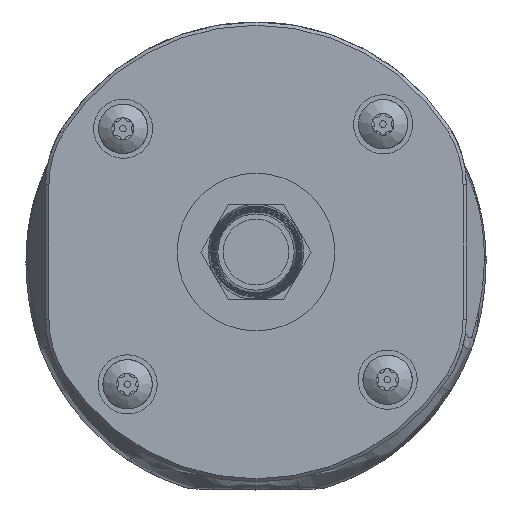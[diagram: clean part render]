
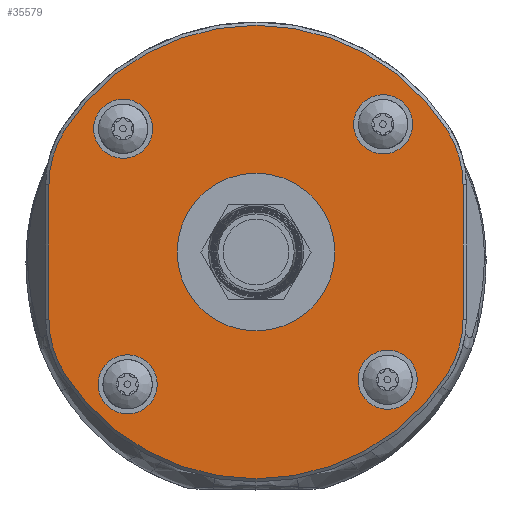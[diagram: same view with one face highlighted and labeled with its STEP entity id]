
A CAD part, front view. The second image highlights one B-rep face of the part: STEP entity #35579.
In plain terms, the highlighted planar face has unit normal (0, -1, 0).
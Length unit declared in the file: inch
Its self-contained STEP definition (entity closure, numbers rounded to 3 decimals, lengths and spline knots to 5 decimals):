
#1381 = PLANE ( 'NONE',  #9330 ) ;
#3482 = CARTESIAN_POINT ( 'NONE',  ( 1.24016, 0.09843, -0.97453 ) ) ;
#4647 = FACE_BOUND ( 'NONE', #24560, .T. ) ;
#4785 = DIRECTION ( 'NONE',  ( 0., 0., -1. ) ) ;
#4911 = DIRECTION ( 'NONE',  ( 0., 0., -1. ) ) ;
#5381 = CARTESIAN_POINT ( 'NONE',  ( 0.62992, 0.09843, -0.97453 ) ) ;
#5776 = AXIS2_PLACEMENT_3D ( 'NONE', #5381, #40122, #21409 ) ;
#5965 = CARTESIAN_POINT ( 'NONE',  ( 0., 0.09843, -1.37795 ) ) ;
#6095 = ORIENTED_EDGE ( 'NONE', *, *, #12733, .T. ) ;
#7754 = DIRECTION ( 'NONE',  ( 0., 0., -1. ) ) ;
#8298 = VERTEX_POINT ( 'NONE', #14403 ) ;
#9211 = CARTESIAN_POINT ( 'NONE',  ( -0.76181, 0.09843, -0.61238 ) ) ;
#9330 = AXIS2_PLACEMENT_3D ( 'NONE', #44128, #17419, #54813 ) ;
#10378 = EDGE_CURVE ( 'NONE', #8298, #50700, #31565, .T. ) ;
#10627 = CARTESIAN_POINT ( 'NONE',  ( 0.62992, 0.09843, -1.78138 ) ) ;
#11080 = EDGE_LOOP ( 'NONE', ( #18265 ) ) ;
#11440 = CARTESIAN_POINT ( 'NONE',  ( 0.76181, 0.09843, -0.70097 ) ) ;
#12733 = EDGE_CURVE ( 'NONE', #20642, #33274, #18176, .T. ) ;
#13532 = DIRECTION ( 'NONE',  ( 0., 0., 1. ) ) ;
#13659 = EDGE_LOOP ( 'NONE', ( #23948 ) ) ;
#13781 = CARTESIAN_POINT ( 'NONE',  ( -1.1438, 0.09843, -0.64542 ) ) ;
#14237 = CIRCLE ( 'NONE', #32428, 1.35827 ) ;
#14289 = CIRCLE ( 'NONE', #43825, 0.36417 ) ;
#14403 = CARTESIAN_POINT ( 'NONE',  ( -1.24016, 0.09843, -0.97453 ) ) ;
#14756 = CARTESIAN_POINT ( 'NONE',  ( -1.24016, 0.09843, -1.78138 ) ) ;
#14777 = EDGE_CURVE ( 'NONE', #60928, #53367, #14237, .T. ) ;
#15463 = CARTESIAN_POINT ( 'NONE',  ( 0., 0.09843, -1.37795 ) ) ;
#15473 = CARTESIAN_POINT ( 'NONE',  ( -0.76181, 0.09843, -2.14352 ) ) ;
#15688 = FACE_BOUND ( 'NONE', #11080, .T. ) ;
#15962 = DIRECTION ( 'NONE',  ( 0., 0., 1. ) ) ;
#16318 = EDGE_CURVE ( 'NONE', #22518, #22518, #14289, .T. ) ;
#17419 = DIRECTION ( 'NONE',  ( 0., 1., 0. ) ) ;
#17541 = EDGE_LOOP ( 'NONE', ( #40128 ) ) ;
#18176 = LINE ( 'NONE', #67311, #41422 ) ;
#18265 = ORIENTED_EDGE ( 'NONE', *, *, #70064, .T. ) ;
#18524 = DIRECTION ( 'NONE',  ( 0., 0., 1. ) ) ;
#19561 = CARTESIAN_POINT ( 'NONE',  ( 0., 0.09843, -1.37795 ) ) ;
#20642 = VERTEX_POINT ( 'NONE', #34140 ) ;
#21409 = DIRECTION ( 'NONE',  ( 0., 0., 1. ) ) ;
#22518 = VERTEX_POINT ( 'NONE', #55285 ) ;
#22634 = EDGE_CURVE ( 'NONE', #8298, #60928, #59086, .T. ) ;
#22783 = VERTEX_POINT ( 'NONE', #11440 ) ;
#23203 = DIRECTION ( 'NONE',  ( 0., 0., -1. ) ) ;
#23797 = ORIENTED_EDGE ( 'NONE', *, *, #22634, .F. ) ;
#23948 = ORIENTED_EDGE ( 'NONE', *, *, #16318, .T. ) ;
#24064 = EDGE_LOOP ( 'NONE', ( #34343 ) ) ;
#24258 = VERTEX_POINT ( 'NONE', #69144 ) ;
#24497 = ORIENTED_EDGE ( 'NONE', *, *, #10378, .T. ) ;
#24560 = EDGE_LOOP ( 'NONE', ( #36632 ) ) ;
#24819 = CIRCLE ( 'NONE', #43055, 0.61024 ) ;
#26232 = CARTESIAN_POINT ( 'NONE',  ( -1.24016, 0.09843, -1.78138 ) ) ;
#27765 = VERTEX_POINT ( 'NONE', #65884 ) ;
#28407 = DIRECTION ( 'NONE',  ( 0., 1., 0. ) ) ;
#29374 = DIRECTION ( 'NONE',  ( 0., 0., -1. ) ) ;
#30604 = CIRCLE ( 'NONE', #60195, 0.08858 ) ;
#30629 = VERTEX_POINT ( 'NONE', #68789 ) ;
#30885 = DIRECTION ( 'NONE',  ( 0., 1., 0. ) ) ;
#31209 = DIRECTION ( 'NONE',  ( 0., 0., -1. ) ) ;
#31461 = EDGE_CURVE ( 'NONE', #53367, #33274, #36447, .T. ) ;
#31565 = LINE ( 'NONE', #26232, #64114 ) ;
#31672 = FACE_BOUND ( 'NONE', #13659, .T. ) ;
#32428 = AXIS2_PLACEMENT_3D ( 'NONE', #19561, #45930, #13532 ) ;
#32438 = EDGE_CURVE ( 'NONE', #24258, #24258, #56984, .T. ) ;
#33274 = VERTEX_POINT ( 'NONE', #3482 ) ;
#34140 = CARTESIAN_POINT ( 'NONE',  ( 1.24016, 0.09843, -1.78138 ) ) ;
#34343 = ORIENTED_EDGE ( 'NONE', *, *, #67667, .T. ) ;
#34344 = VERTEX_POINT ( 'NONE', #45932 ) ;
#35579 = ADVANCED_FACE ( 'NONE', ( #31672, #4647, #48070, #69833, #15688, #38780 ), #1381, .F. ) ;
#36098 = CIRCLE ( 'NONE', #66852, 0.61024 ) ;
#36447 = CIRCLE ( 'NONE', #5776, 0.61024 ) ;
#36549 = EDGE_CURVE ( 'NONE', #30629, #30629, #53764, .T. ) ;
#36632 = ORIENTED_EDGE ( 'NONE', *, *, #36549, .T. ) ;
#37179 = DIRECTION ( 'NONE',  ( 0., 1., 0. ) ) ;
#38149 = ORIENTED_EDGE ( 'NONE', *, *, #68957, .F. ) ;
#38780 = FACE_OUTER_BOUND ( 'NONE', #47773, .T. ) ;
#39913 = ORIENTED_EDGE ( 'NONE', *, *, #63882, .F. ) ;
#40122 = DIRECTION ( 'NONE',  ( 0., 1., 0. ) ) ;
#40128 = ORIENTED_EDGE ( 'NONE', *, *, #32438, .T. ) ;
#40431 = DIRECTION ( 'NONE',  ( 0., 1., 0. ) ) ;
#40678 = VERTEX_POINT ( 'NONE', #58036 ) ;
#40877 = AXIS2_PLACEMENT_3D ( 'NONE', #62274, #67666, #68727 ) ;
#41201 = DIRECTION ( 'NONE',  ( 0., 1., 0. ) ) ;
#41422 = VECTOR ( 'NONE', #18524, 39.37008 ) ;
#41777 = DIRECTION ( 'NONE',  ( 0., 0., 1. ) ) ;
#42128 = CIRCLE ( 'NONE', #66032, 0.08858 ) ;
#43055 = AXIS2_PLACEMENT_3D ( 'NONE', #10627, #58312, #15962 ) ;
#43349 = DIRECTION ( 'NONE',  ( 0., 1., 0. ) ) ;
#43825 = AXIS2_PLACEMENT_3D ( 'NONE', #5965, #43349, #4911 ) ;
#44128 = CARTESIAN_POINT ( 'NONE',  ( 0., 0.09843, -1.37795 ) ) ;
#45607 = AXIS2_PLACEMENT_3D ( 'NONE', #50501, #28407, #7754 ) ;
#45930 = DIRECTION ( 'NONE',  ( 0., 1., 0. ) ) ;
#45932 = CARTESIAN_POINT ( 'NONE',  ( -1.1438, 0.09843, -2.11048 ) ) ;
#46532 = ORIENTED_EDGE ( 'NONE', *, *, #31461, .F. ) ;
#47773 = EDGE_LOOP ( 'NONE', ( #68627, #6095, #46532, #48004, #23797, #24497, #39913, #38149 ) ) ;
#48004 = ORIENTED_EDGE ( 'NONE', *, *, #14777, .F. ) ;
#48070 = FACE_BOUND ( 'NONE', #24064, .T. ) ;
#50019 = CIRCLE ( 'NONE', #51175, 1.35827 ) ;
#50501 = CARTESIAN_POINT ( 'NONE',  ( 0.76181, 0.09843, -2.14352 ) ) ;
#50700 = VERTEX_POINT ( 'NONE', #14756 ) ;
#51175 = AXIS2_PLACEMENT_3D ( 'NONE', #15463, #52472, #41777 ) ;
#51476 = CARTESIAN_POINT ( 'NONE',  ( 0.76181, 0.09843, -0.61238 ) ) ;
#51905 = CARTESIAN_POINT ( 'NONE',  ( -0.62992, 0.09843, -1.78138 ) ) ;
#52472 = DIRECTION ( 'NONE',  ( 0., 1., 0. ) ) ;
#53367 = VERTEX_POINT ( 'NONE', #66651 ) ;
#53764 = CIRCLE ( 'NONE', #60532, 0.08858 ) ;
#54813 = DIRECTION ( 'NONE',  ( 0., 0., 1. ) ) ;
#55285 = CARTESIAN_POINT ( 'NONE',  ( 0., 0.09843, -1.74213 ) ) ;
#56984 = CIRCLE ( 'NONE', #45607, 0.08858 ) ;
#58036 = CARTESIAN_POINT ( 'NONE',  ( 1.1438, 0.09843, -2.11048 ) ) ;
#58312 = DIRECTION ( 'NONE',  ( 0., 1., 0. ) ) ;
#59086 = CIRCLE ( 'NONE', #40877, 0.61024 ) ;
#60195 = AXIS2_PLACEMENT_3D ( 'NONE', #51476, #40431, #29374 ) ;
#60532 = AXIS2_PLACEMENT_3D ( 'NONE', #9211, #30885, #23203 ) ;
#60928 = VERTEX_POINT ( 'NONE', #13781 ) ;
#62226 = EDGE_CURVE ( 'NONE', #20642, #40678, #24819, .T. ) ;
#62274 = CARTESIAN_POINT ( 'NONE',  ( -0.62992, 0.09843, -0.97453 ) ) ;
#62906 = DIRECTION ( 'NONE',  ( 0., 0., 1. ) ) ;
#63882 = EDGE_CURVE ( 'NONE', #34344, #50700, #36098, .T. ) ;
#64114 = VECTOR ( 'NONE', #31209, 39.37008 ) ;
#65884 = CARTESIAN_POINT ( 'NONE',  ( -0.76181, 0.09843, -2.2321 ) ) ;
#66032 = AXIS2_PLACEMENT_3D ( 'NONE', #15473, #37179, #4785 ) ;
#66651 = CARTESIAN_POINT ( 'NONE',  ( 1.1438, 0.09843, -0.64542 ) ) ;
#66852 = AXIS2_PLACEMENT_3D ( 'NONE', #51905, #41201, #62906 ) ;
#67311 = CARTESIAN_POINT ( 'NONE',  ( 1.24016, 0.09843, -0.97453 ) ) ;
#67666 = DIRECTION ( 'NONE',  ( 0., 1., 0. ) ) ;
#67667 = EDGE_CURVE ( 'NONE', #22783, #22783, #30604, .T. ) ;
#68627 = ORIENTED_EDGE ( 'NONE', *, *, #62226, .F. ) ;
#68727 = DIRECTION ( 'NONE',  ( 0., 0., 1. ) ) ;
#68789 = CARTESIAN_POINT ( 'NONE',  ( -0.76181, 0.09843, -0.70097 ) ) ;
#68957 = EDGE_CURVE ( 'NONE', #40678, #34344, #50019, .T. ) ;
#69144 = CARTESIAN_POINT ( 'NONE',  ( 0.76181, 0.09843, -2.2321 ) ) ;
#69833 = FACE_BOUND ( 'NONE', #17541, .T. ) ;
#70064 = EDGE_CURVE ( 'NONE', #27765, #27765, #42128, .T. ) ;
